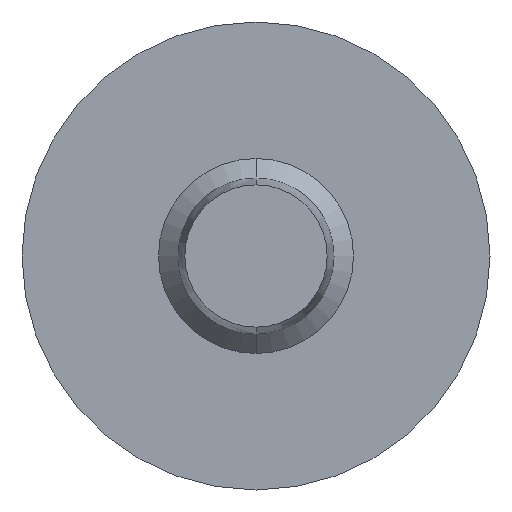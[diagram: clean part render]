
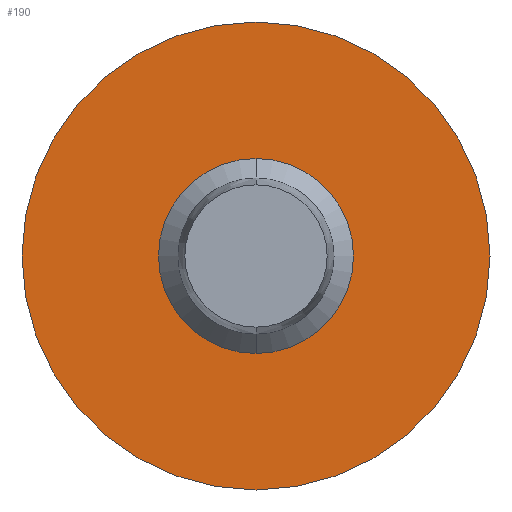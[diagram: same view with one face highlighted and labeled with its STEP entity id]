
A CAD part, front view. The second image highlights one B-rep face of the part: STEP entity #190.
In plain terms, the highlighted planar face has unit normal (0, -1, 0).
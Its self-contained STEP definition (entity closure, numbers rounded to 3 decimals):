
#37=CARTESIAN_POINT('',(0.,-1.4,0.));
#38=DIRECTION('',(0.,-1.,0.));
#39=DIRECTION('',(0.,0.,1.));
#40=AXIS2_PLACEMENT_3D('',#37,#38,#39);
#42=CARTESIAN_POINT('',(0.,-1.4,0.));
#43=DIRECTION('',(0.,-1.,0.));
#44=DIRECTION('',(0.,0.,-1.));
#45=AXIS2_PLACEMENT_3D('',#42,#43,#44);
#55=CARTESIAN_POINT('',(0.,-1.4,0.));
#56=DIRECTION('',(0.,1.,0.));
#57=DIRECTION('',(0.,0.,-1.));
#58=AXIS2_PLACEMENT_3D('',#55,#56,#57);
#60=CARTESIAN_POINT('',(0.,-1.4,0.));
#61=DIRECTION('',(0.,-1.,0.));
#62=DIRECTION('',(0.,0.,-1.));
#63=AXIS2_PLACEMENT_3D('',#60,#61,#62);
#93=CARTESIAN_POINT('',(0.,-1.4,-6.));
#95=VERTEX_POINT('',#93);
#97=CARTESIAN_POINT('',(0.,-1.4,6.));
#99=VERTEX_POINT('',#97);
#109=CARTESIAN_POINT('',(0.,-1.4,2.5));
#110=CARTESIAN_POINT('',(0.,-1.4,-2.5));
#111=VERTEX_POINT('',#109);
#112=VERTEX_POINT('',#110);
#174=CARTESIAN_POINT('',(0.,-1.4,0.));
#175=DIRECTION('',(0.,-1.,0.));
#176=DIRECTION('',(0.,0.,1.));
#177=AXIS2_PLACEMENT_3D('',#174,#175,#176);
#178=PLANE('',#177);
#180=ORIENTED_EDGE('',*,*,#179,.T.);
#182=ORIENTED_EDGE('',*,*,#181,.F.);
#183=EDGE_LOOP('',(#180,#182));
#184=FACE_OUTER_BOUND('',#183,.F.);
#185=ORIENTED_EDGE('',*,*,#164,.T.);
#187=ORIENTED_EDGE('',*,*,#186,.T.);
#188=EDGE_LOOP('',(#185,#187));
#189=FACE_BOUND('',#188,.F.);
#190=ADVANCED_FACE('',(#184,#189),#178,.T.);
#41=CIRCLE('',#40,2.5);
#46=CIRCLE('',#45,2.5);
#59=CIRCLE('',#58,6.);
#64=CIRCLE('',#63,6.);
#164=EDGE_CURVE('',#111,#112,#41,.T.);
#179=EDGE_CURVE('',#95,#99,#59,.T.);
#181=EDGE_CURVE('',#95,#99,#64,.T.);
#186=EDGE_CURVE('',#112,#111,#46,.T.);
